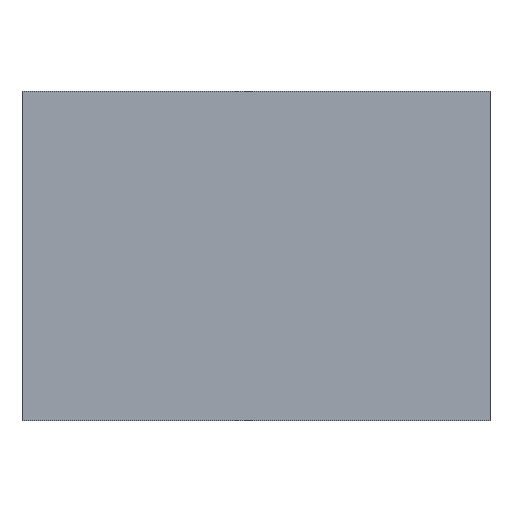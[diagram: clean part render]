
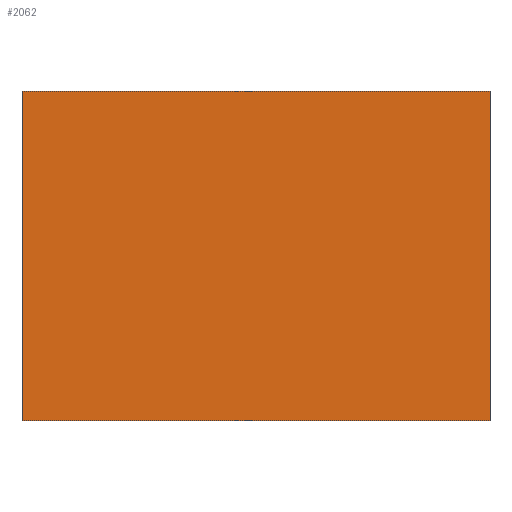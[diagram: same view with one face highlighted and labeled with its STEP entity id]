
A CAD part, front view. The second image highlights one B-rep face of the part: STEP entity #2062.
In plain terms, the highlighted planar face has unit normal (0, -1, 0).
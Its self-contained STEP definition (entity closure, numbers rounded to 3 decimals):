
#96=PLANE('',#2390);
#169=LINE('',#3921,#261);
#172=LINE('',#3927,#264);
#178=LINE('',#3939,#270);
#183=LINE('',#3997,#275);
#261=VECTOR('',#2711,10.);
#264=VECTOR('',#2716,10.);
#270=VECTOR('',#2730,10.);
#275=VECTOR('',#2793,10.);
#452=FACE_OUTER_BOUND('',#590,.T.);
#590=EDGE_LOOP('',(#1919,#1920,#1921,#1922));
#897=VERTEX_POINT('',#3918);
#898=VERTEX_POINT('',#3920);
#900=VERTEX_POINT('',#3926);
#902=VERTEX_POINT('',#3938);
#1159=EDGE_CURVE('',#897,#898,#169,.T.);
#1162=EDGE_CURVE('',#900,#898,#172,.T.);
#1168=EDGE_CURVE('',#900,#902,#178,.T.);
#1197=EDGE_CURVE('',#902,#897,#183,.T.);
#1919=ORIENTED_EDGE('',*,*,#1168,.F.);
#1920=ORIENTED_EDGE('',*,*,#1162,.T.);
#1921=ORIENTED_EDGE('',*,*,#1159,.F.);
#1922=ORIENTED_EDGE('',*,*,#1197,.F.);
#2062=ADVANCED_FACE('',(#452),#96,.T.);
#2390=AXIS2_PLACEMENT_3D('',#4229,#3099,#3100);
#2711=DIRECTION('',(1.,0.,0.));
#2716=DIRECTION('',(0.,0.,1.));
#2730=DIRECTION('',(-1.,0.,0.));
#2793=DIRECTION('',(0.,0.,1.));
#3099=DIRECTION('center_axis',(0.,-1.,0.));
#3100=DIRECTION('ref_axis',(1.,0.,0.));
#3918=CARTESIAN_POINT('',(-325.5,-30.,229.));
#3920=CARTESIAN_POINT('',(325.5,-30.,229.));
#3921=CARTESIAN_POINT('',(325.5,-30.,229.));
#3926=CARTESIAN_POINT('',(325.5,-30.,-229.));
#3927=CARTESIAN_POINT('',(325.5,-30.,-229.));
#3938=CARTESIAN_POINT('',(-325.5,-30.,-229.));
#3939=CARTESIAN_POINT('',(325.5,-30.,-229.));
#3997=CARTESIAN_POINT('',(-325.5,-30.,-229.));
#4229=CARTESIAN_POINT('Origin',(-325.5,-30.,-229.));
